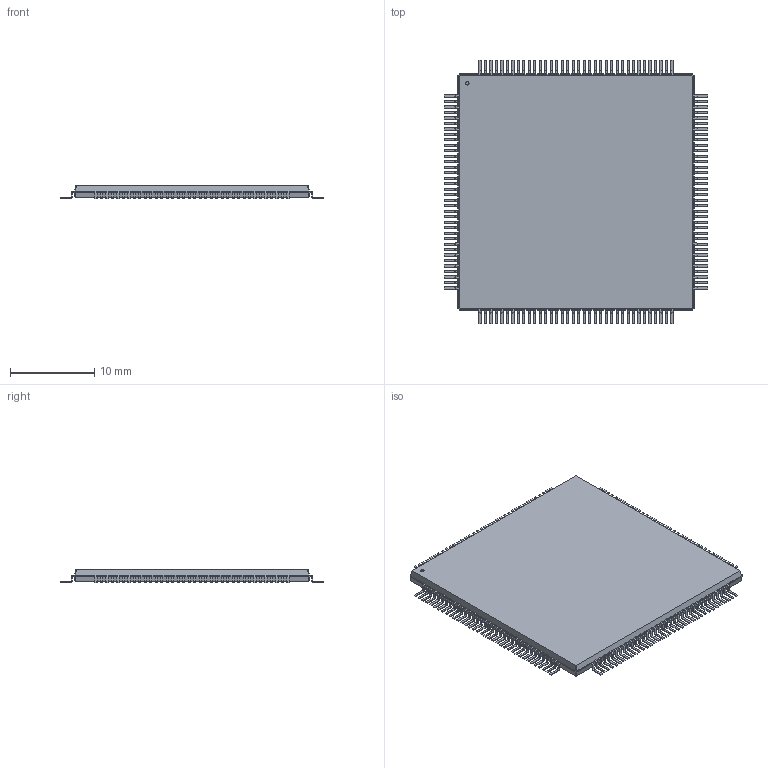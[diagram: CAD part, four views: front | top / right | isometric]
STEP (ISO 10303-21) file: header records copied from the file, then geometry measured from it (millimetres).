
FILE_DESCRIPTION(/* description */ ('model of PQFP-144_28x28mm_P0.65mm'),/* implementation_level */ '2;1');
FILE_NAME(/* name */ 'PQFP-144_28x28mm_P0.65mm.step',/* time_stamp */ '2018-11-04T15:00:17',/* author */ ('kicad StepUp','ksu'),/* organization */ ('FreeCAD'),/* preprocessor_version */ 'OCC',/* originating_system */ 'kicad StepUp',/* authorisation */ '');
FILE_SCHEMA(('AUTOMOTIVE_DESIGN { 1 0 10303 214 1 1 1 1 }'));
Length unit declared in the file: millimetre
Products named in the file (1): PQFP_144_28x28mm_P065mm
Bounding box: 31.25 x 31.25 x 1.6 mm (x, y, z)
Volume: 1167.1 mm3; surface area: 1942.9 mm2
Topology: 1 solids, 1 shells, 2196 faces, 5979 edges, 3786 vertices
Faces by surface type: plane 1451, cylinder 577, bspline 168
Full cylindrical faces by diameter (mm): 0.4 x1
Entity records: 43766 total; most frequent: ORIENTED_EDGE 10221, EDGE_CURVE 5979, CARTESIAN_POINT 5229, VERTEX_POINT 3786, LINE 3785, AXIS2_PLACEMENT_3D 2786, FACE_BOUND 2197, EDGE_LOOP 2197
